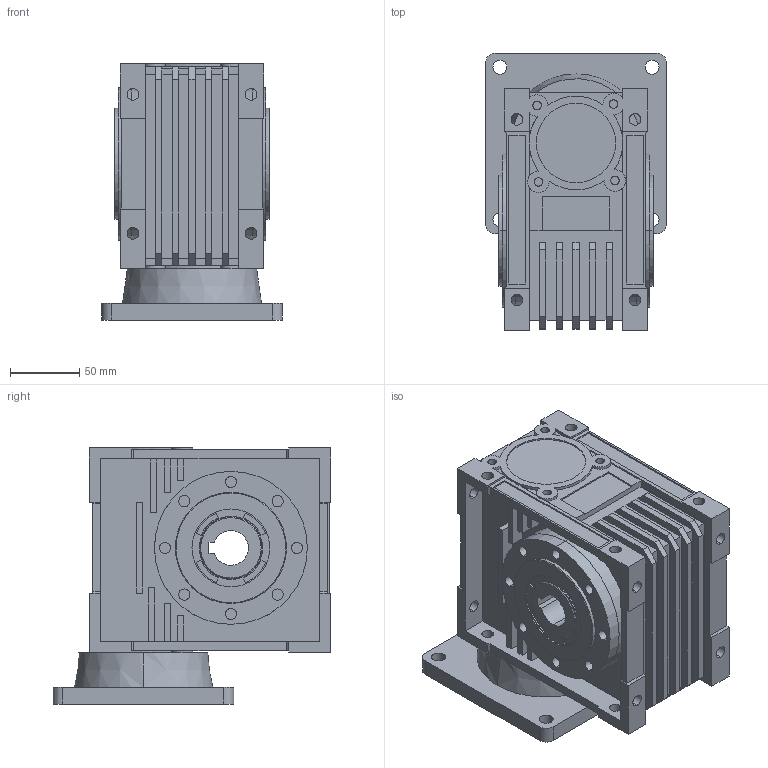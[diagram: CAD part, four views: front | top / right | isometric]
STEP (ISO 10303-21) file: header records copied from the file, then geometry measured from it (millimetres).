
FILE_DESCRIPTION (( 'STEP AP214' ), '1' );
FILE_NAME ('STP__130步进_24_无_不配附件_空心轴.step', '2021-05-08T04:07:07', ( 'IT Division' ), ( 'IT' ), 'SwSTEP 2.0', 'SolidWorks 2016', '' );
FILE_SCHEMA (( 'AUTOMOTIVE_DESIGN' ));
Length unit declared in the file: millimetre
Products named in the file (1): STP__130步进_24_无_不配附件_空心轴
Bounding box: 130 x 200 x 184.5 mm (x, y, z)
Volume: 2210009.5 mm3; surface area: 261836 mm2
Topology: 1 solids, 6 shells, 679 faces, 1726 edges, 1132 vertices
Faces by surface type: plane 447, cylinder 201, cone 17, torus 14
Entity records: 21823 total; most frequent: DIRECTION 3576, CARTESIAN_POINT 3544, ORIENTED_EDGE 3452, EDGE_CURVE 1726, VECTOR 1232, LINE 1232, AXIS2_PLACEMENT_3D 1172, VERTEX_POINT 1132
